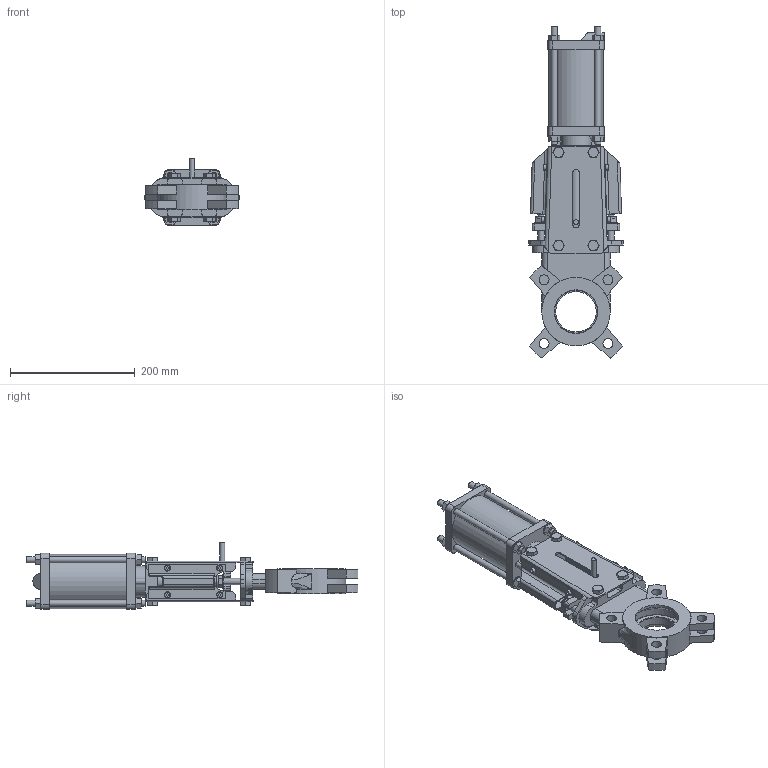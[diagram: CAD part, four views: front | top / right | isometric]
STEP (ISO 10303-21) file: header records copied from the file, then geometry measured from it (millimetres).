
FILE_DESCRIPTION( ( 'Unknown' ), '1' );
FILE_NAME( 'Stoffschieber DW- DN065.stp', 'Unknown', ( 'Unknown' ), ( 'Unknown' ), 'PSStep 13.0', 'Unknown', ' ' );
FILE_SCHEMA( ( 'AUTOMOTIVE_DESIGN { 1 0 10303 214 1 1 1 1 }' ) );
Length unit declared in the file: millimetre
Products named in the file (2): VG P DN65
Bounding box: 151 x 532.78 x 107.5 mm (x, y, z)
Volume: 1319059.3 mm3; surface area: 366239.4 mm2
Topology: 2 solids, 11 shells, 887 faces, 2245 edges, 1479 vertices
Faces by surface type: plane 523, cylinder 210, cone 102, bspline 49, torus 3
Full cylindrical faces by diameter (mm): 3.5 x2, 5 x14, 5.5 x8, 6 x8, 8 x1, 8.72 x8, 10 x32, 11 x10, 16 x8, 17 x2, 20 x9, 22 x2, 65 x2, 67 x1, 69 x1, 70 x1, 80 x1, 81 x1, 87 x1, 89 x1, 110 x1
Entity records: 39097 total; most frequent: CARTESIAN_POINT 11567, ORIENTED_EDGE 4136, DIRECTION 4027, EDGE_CURVE 2068, AXIS2_PLACEMENT_3D 1436, VERTEX_POINT 1428, EDGE_LOOP 1158, LINE 1155
